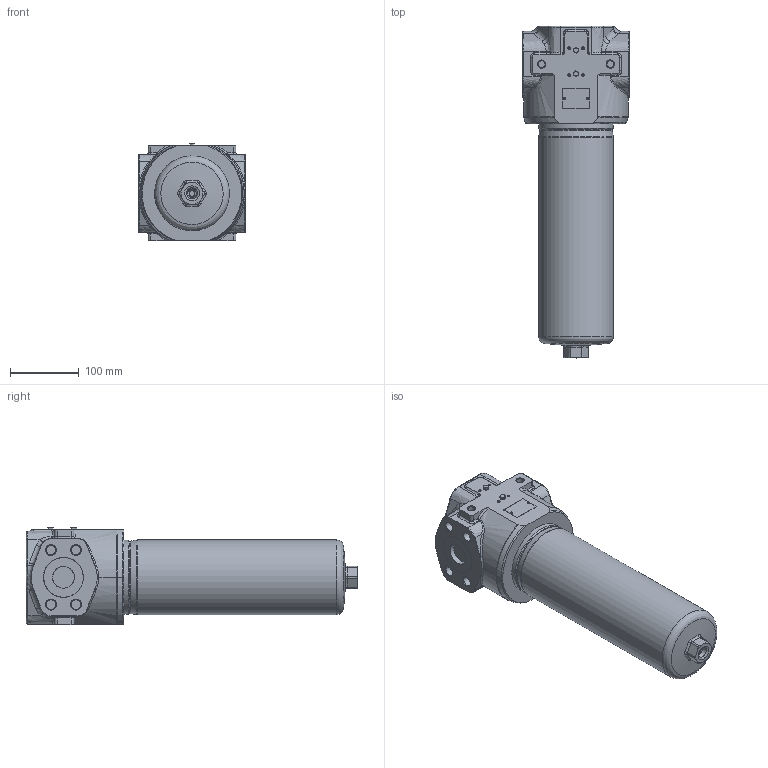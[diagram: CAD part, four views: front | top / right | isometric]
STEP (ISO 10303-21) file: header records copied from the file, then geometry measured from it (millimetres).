
FILE_DESCRIPTION((''),'2;1');
FILE_NAME('14950200-HD617.stp', '2013-08-06T14:33:04',('User'),('SDRC'),'I-DEAS Master Series 9','UNIX', 'Yes');
FILE_SCHEMA(('AUTOMOTIVE_DESIGN { 1 0 10303 214 1 1 1 1 }'));
Length unit declared in the file: millimetre
Products named in the file (1): 14950200(236913)
Bounding box: 155 x 483.5 x 141.9 mm (x, y, z)
Volume: 5572048 mm3; surface area: 239615.5 mm2
Topology: 1 solids, 5 shells, 422 faces, 979 edges, 642 vertices
Faces by surface type: bspline 422
Entity records: 14927 total; most frequent: CARTESIAN_POINT 9547, ORIENTED_EDGE 1842, EDGE_CURVE 921, VERTEX_POINT 555, EDGE_LOOP 472, FACE_OUTER_BOUND 422, ADVANCED_FACE 422, B_SPLINE_CURVE_WITH_KNOTS 317
